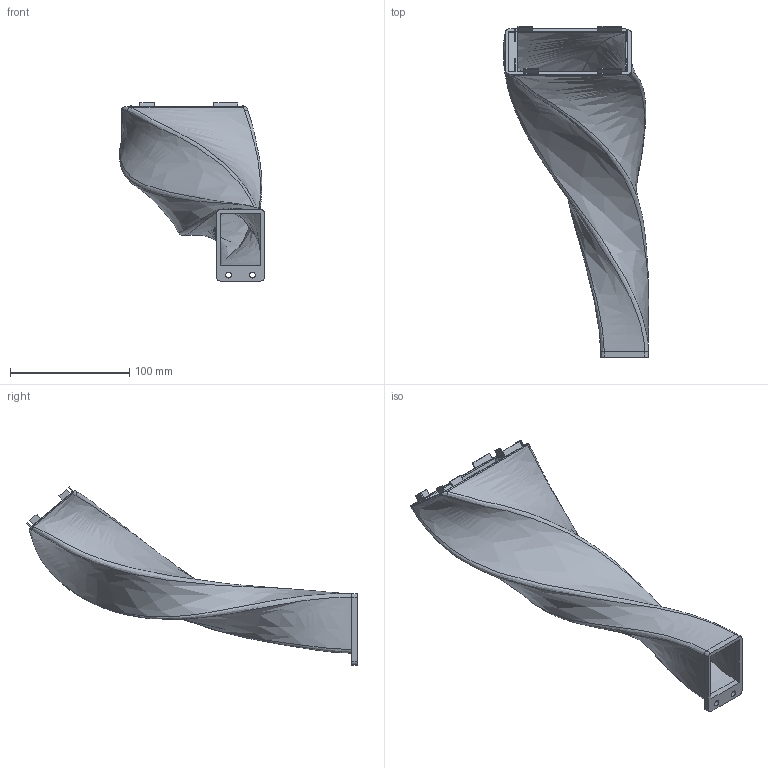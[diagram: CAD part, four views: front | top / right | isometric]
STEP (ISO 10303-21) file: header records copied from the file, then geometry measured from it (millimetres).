
FILE_DESCRIPTION((''),'2;1');
FILE_NAME('HMI','2024-11-20T22:20:46',('weiss'),(''),'CREO PARAMETRIC BY PTC INC, 2022014','CREO PARAMETRIC BY PTC INC, 2022014','');
FILE_SCHEMA(('CONFIG_CONTROL_DESIGN'));
Length unit declared in the file: millimetre
Products named in the file (1): HMI
Bounding box: 121.9 x 277.71 x 149.44 mm (x, y, z)
Volume: 172095 mm3; surface area: 118149.3 mm2
Topology: 1 solids, 1 shells, 111 faces, 270 edges, 165 vertices
Faces by surface type: plane 68, bspline 31, cylinder 8, cone 4
Entity records: 12942 total; most frequent: CARTESIAN_POINT 10537, ORIENTED_EDGE 540, DIRECTION 380, EDGE_CURVE 270, VECTOR 166, LINE 166, VERTEX_POINT 165, EDGE_LOOP 125
